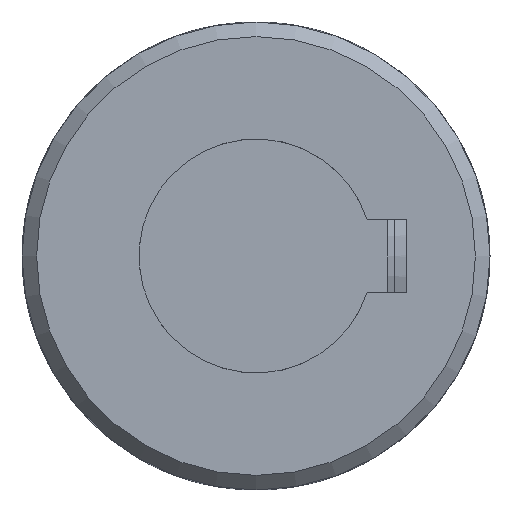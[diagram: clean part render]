
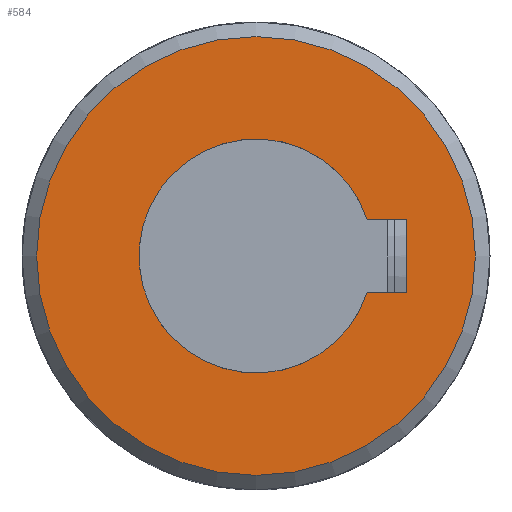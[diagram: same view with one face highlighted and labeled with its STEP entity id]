
A CAD part, left-side view. The second image highlights one B-rep face of the part: STEP entity #584.
In plain terms, the highlighted planar face has unit normal (-1, 0, 0).
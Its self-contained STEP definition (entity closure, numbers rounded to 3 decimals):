
#584 = ADVANCED_FACE( '', ( #1165, #1166 ), #1167, .T. );
#1165 = FACE_BOUND( '', #1747, .T. );
#1166 = FACE_OUTER_BOUND( '', #1748, .T. );
#1167 = PLANE( '', #1749 );
#1747 = EDGE_LOOP( '', ( #3099, #3100, #3101, #3102 ) );
#1748 = EDGE_LOOP( '', ( #3103 ) );
#1749 = AXIS2_PLACEMENT_3D( '', #3104, #3105, #3106 );
#3099 = ORIENTED_EDGE( '', *, *, #3398, .T. );
#3100 = ORIENTED_EDGE( '', *, *, #3857, .T. );
#3101 = ORIENTED_EDGE( '', *, *, #3673, .T. );
#3102 = ORIENTED_EDGE( '', *, *, #3846, .T. );
#3103 = ORIENTED_EDGE( '', *, *, #3591, .F. );
#3104 = CARTESIAN_POINT( '', ( 0., 15., 0. ) );
#3105 = DIRECTION( '', ( -1., 0., 0. ) );
#3106 = DIRECTION( '', ( 0., 0., 1. ) );
#3398 = EDGE_CURVE( '', #4011, #4009, #4012, .T. );
#3591 = EDGE_CURVE( '', #4336, #4336, #4337, .T. );
#3673 = EDGE_CURVE( '', #4467, #4465, #4468, .T. );
#3846 = EDGE_CURVE( '', #4465, #4011, #4702, .T. );
#3857 = EDGE_CURVE( '', #4009, #4467, #4713, .T. );
#4009 = VERTEX_POINT( '', #5004 );
#4011 = VERTEX_POINT( '', #5007 );
#4012 = LINE( '', #5008, #5009 );
#4336 = VERTEX_POINT( '', #5884 );
#4337 = CIRCLE( '', #5885, 15. );
#4465 = VERTEX_POINT( '', #6092 );
#4467 = VERTEX_POINT( '', #6095 );
#4468 = LINE( '', #6096, #6097 );
#4702 = LINE( '', #6783, #6784 );
#4713 = CIRCLE( '', #6798, 8. );
#5004 = CARTESIAN_POINT( '', ( 0., 2.5, -7.599 ) );
#5007 = CARTESIAN_POINT( '', ( 0., 2.5, -10.3 ) );
#5008 = CARTESIAN_POINT( '', ( 0., 2.5, -10.3 ) );
#5009 = VECTOR( '', #6989, 1000. );
#5884 = CARTESIAN_POINT( '', ( 0., 0., -15. ) );
#5885 = AXIS2_PLACEMENT_3D( '', #7254, #7255, #7256 );
#6092 = CARTESIAN_POINT( '', ( 0., -2.5, -10.3 ) );
#6095 = CARTESIAN_POINT( '', ( 0., -2.5, -7.599 ) );
#6096 = CARTESIAN_POINT( '', ( 0., -2.5, 0. ) );
#6097 = VECTOR( '', #7383, 1000. );
#6783 = CARTESIAN_POINT( '', ( 0., -2.5, -10.3 ) );
#6784 = VECTOR( '', #7563, 1000. );
#6798 = AXIS2_PLACEMENT_3D( '', #7567, #7568, #7569 );
#6989 = DIRECTION( '', ( 0., 0., 1. ) );
#7254 = CARTESIAN_POINT( '', ( 0., 0., 0. ) );
#7255 = DIRECTION( '', ( 1., 0., 0. ) );
#7256 = DIRECTION( '', ( 0., 0., -1. ) );
#7383 = DIRECTION( '', ( 0., 0., -1. ) );
#7563 = DIRECTION( '', ( 0., 1., 0. ) );
#7567 = CARTESIAN_POINT( '', ( 0., 0., 0. ) );
#7568 = DIRECTION( '', ( 1., 0., 0. ) );
#7569 = DIRECTION( '', ( 0., 0., -1. ) );
